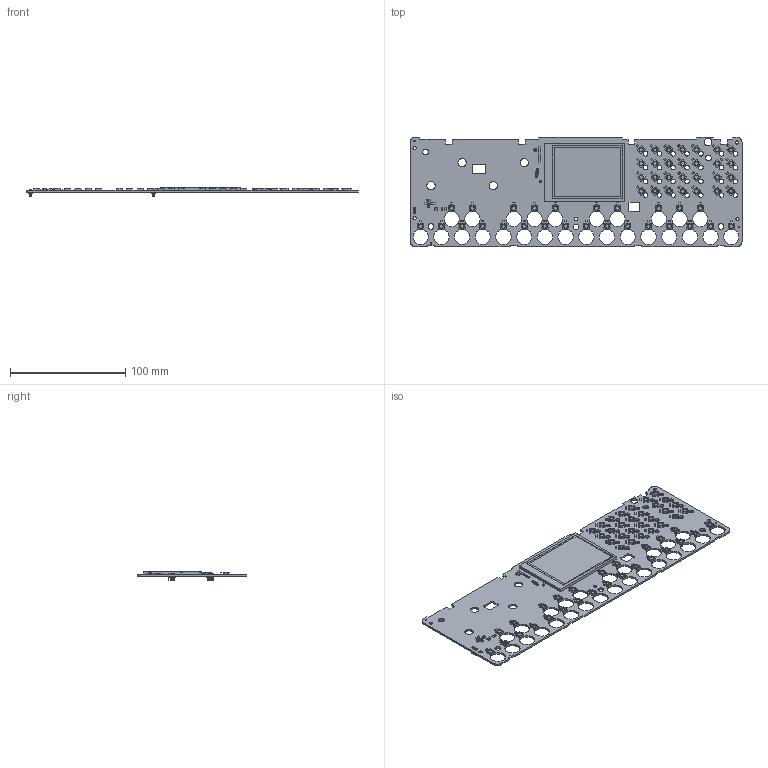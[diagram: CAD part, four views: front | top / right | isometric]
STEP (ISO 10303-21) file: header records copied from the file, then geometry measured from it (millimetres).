
FILE_DESCRIPTION(('KiCad electronic assembly'),'2;1');
FILE_NAME('OTTO_AUX_SMD-2.step','2020-09-22T18:11:46',('An Author'),( 'A Company'),'Open CASCADE STEP processor 6.9', 'KiCad to STEP converter','Unknown');
FILE_SCHEMA(('AUTOMOTIVE_DESIGN { 1 0 10303 214 1 1 1 1 }'));
Length unit declared in the file: millimetre
Products named in the file (20): Open CASCADE STEP translator 6.9 1; IPS_SCREEN; COMPOUND; PinHeader_2x05_P1.27mm_Vertical; SOLID; LED_WS2812B_PLCC4_5.0x5.0mm_P3.2mm; SOT-23; SOT-23-5; C_0805_2012Metric; R_0805_2012Metric; SOT-23-6; C_1206_3216Metric
Assembly tree (139 placements, depth 3):
  Open CASCADE STEP translator 6.9 1
    IPS_SCREEN
      COMPOUND
    PinHeader_2x05_P1.27mm_Vertical  x2
      SOLID
    LED_WS2812B_PLCC4_5.0x5.0mm_P3.2mm  x54
      SOLID
    SOT-23
      SOLID
    SOT-23-5
      SOLID
    C_0805_2012Metric  x57
      SOLID
    R_0805_2012Metric  x11
      SOLID
    SOT-23-6
      SOLID
    C_1206_3216Metric
      SOLID
    COMPOUND
Bounding box: 288.54 x 95 x 8.3 mm (x, y, z)
Volume: 46384 mm3; surface area: 69883.8 mm2
Topology: 132 solids, 132 shells, 6516 faces, 18109 edges, 11852 vertices
Faces by surface type: plane 4240, cylinder 2136, bspline 86, cone 54
Full cylindrical faces by diameter (mm): 0.65 x20, 1.152 x3, 2.8 x5, 3.333 x54, 4 x28, 5 x5, 6.5 x1, 7.2 x4, 13.3 x26
Entity records: 62203 total; most frequent: CARTESIAN_POINT 10564, DIRECTION 8651, LINE 5618, VECTOR 5618, ORIENTED_EDGE 4496, PCURVE 4496, DEFINITIONAL_REPRESENTATION 4496, EDGE_CURVE 2248
